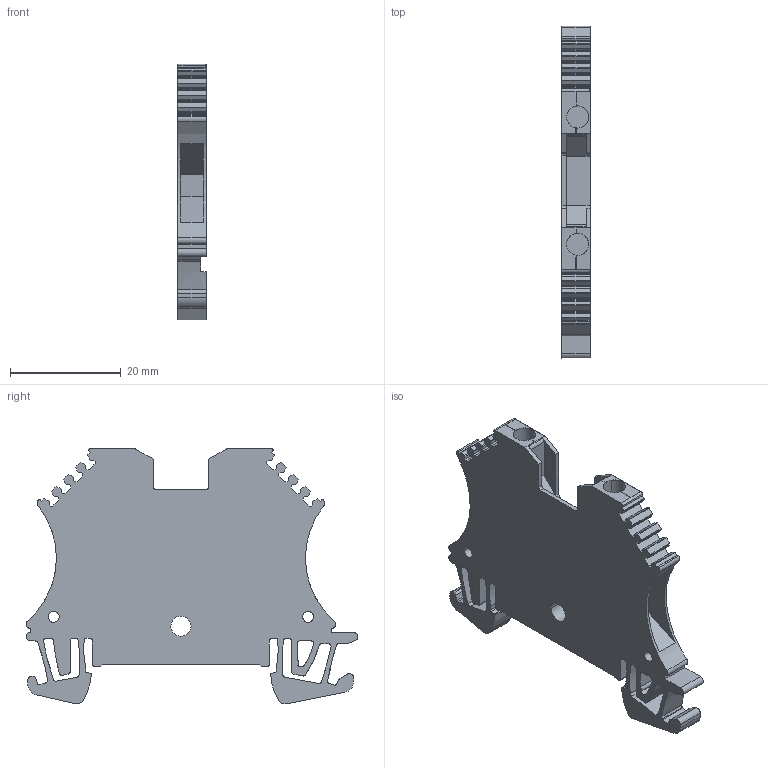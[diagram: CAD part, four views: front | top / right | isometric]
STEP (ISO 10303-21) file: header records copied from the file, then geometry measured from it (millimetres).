
FILE_DESCRIPTION(('CATIA V5 STEP Exchange','CAx-IF Rec.Pracs.--- Model Styling and Organization---1.4--- 2014-01-23'),'2;1');
FILE_NAME ('D1462011_0', '2020-04-30T05:43:54+00:00', ('none'), ('Weidmueller'), 'CATIA Version 5-6 Release 2016 SP3 HF44', 'CATIA V5 STEP AP214', 'none');
FILE_SCHEMA(('AUTOMOTIVE_DESIGN { 1 0 10303 214 1 1 1 1 }'));
Length unit declared in the file: millimetre
Products named in the file (1): 2429520000_WDU_2-5_GE-SW
Bounding box: 5.1 x 60 x 46.25 mm (x, y, z)
Volume: 7705.3 mm3; surface area: 6491.6 mm2
Topology: 3 solids, 4 shells, 351 faces, 1038 edges, 694 vertices
Faces by surface type: plane 233, cylinder 98, extrusion 12, bspline 4, cone 4
Entity records: 11745 total; most frequent: CARTESIAN_POINT 2322, ORIENTED_EDGE 2076, DIRECTION 1536, EDGE_CURVE 1038, VECTOR 779, LINE 767, VERTEX_POINT 694, AXIS2_PLACEMENT_3D 489
